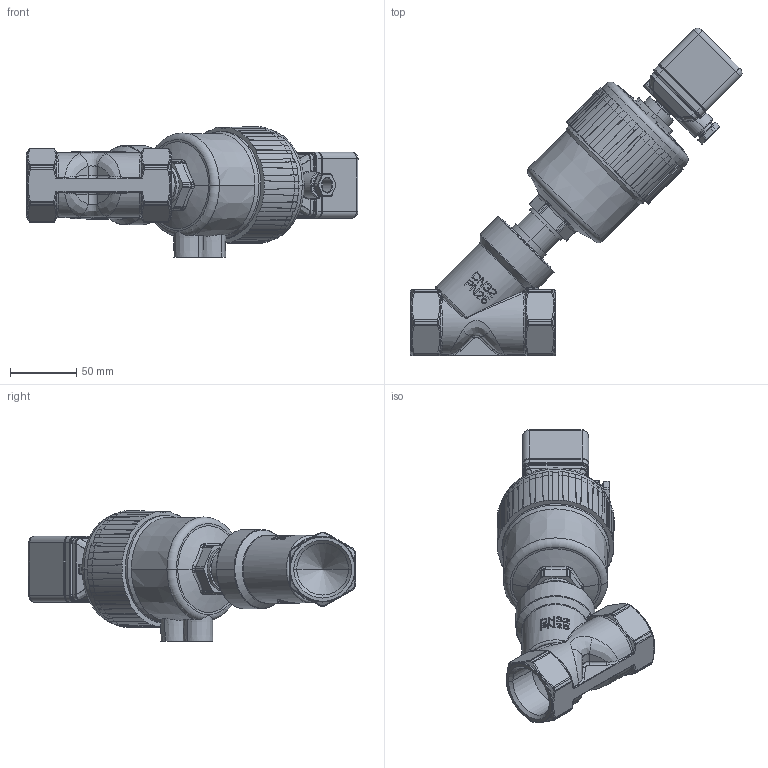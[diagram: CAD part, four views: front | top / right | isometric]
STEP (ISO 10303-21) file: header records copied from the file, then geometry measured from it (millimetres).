
FILE_DESCRIPTION((''),'2;1');
FILE_NAME('21IA7T32GC2_H_IP1_INGOMBRO_ASM','2011-12-22T',('romeri'),('O.D.E.'),'PRO/ENGINEER BY PARAMETRIC TECHNOLOGY CORPORATION, 2005450','PRO/ENGINEER BY PARAMETRIC TECHNOLOGY CORPORATION, 2005450','');
FILE_SCHEMA(('CONFIG_CONTROL_DESIGN'));
Length unit declared in the file: millimetre
Products named in the file (8): 450IA7_INGOMBRO; 500036_INGOMBRO; 500026_INGOMBRO; 500025_INGOMBRO; 500027_INGOMBRO_ASM; 500028_INGOMBRO; 992238_INGOMBRO; 21IA7T32GC2_H_IP1_INGOMBRO_ASM
Assembly tree (8 placements, depth 3):
  21IA7T32GC2_H_IP1_INGOMBRO_ASM
    450IA7_INGOMBRO
    500036_INGOMBRO
    500027_INGOMBRO_ASM
      500026_INGOMBRO
      500025_INGOMBRO  x2
    500028_INGOMBRO
    992238_INGOMBRO
Bounding box: 251.41 x 247.91 x 98.59 mm (x, y, z)
Volume: 1189013.4 mm3; surface area: 153171.9 mm2
Topology: 7 solids, 11 shells, 1545 faces, 3737 edges, 2259 vertices
Faces by surface type: plane 577, bspline 295, cylinder 283, cone 242, torus 136, sphere 12
Entity records: 64431 total; most frequent: CARTESIAN_POINT 22830, ORIENTED_EDGE 7398, DIRECTION 6014, EDGE_CURVE 3711, AXIS2_PLACEMENT_3D 2409, VERTEX_POINT 2245, EDGE_LOOP 1591, FACE_OUTER_BOUND 1534
